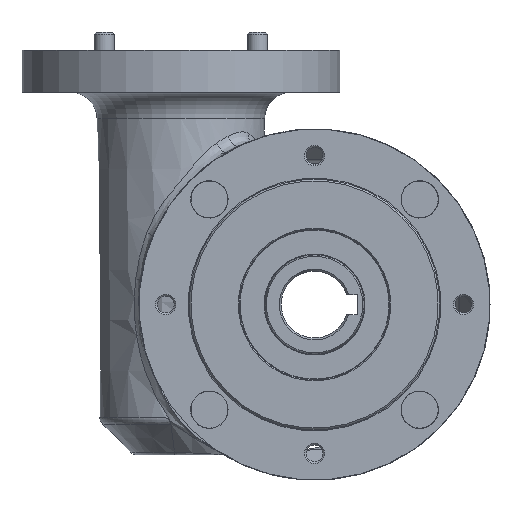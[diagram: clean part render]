
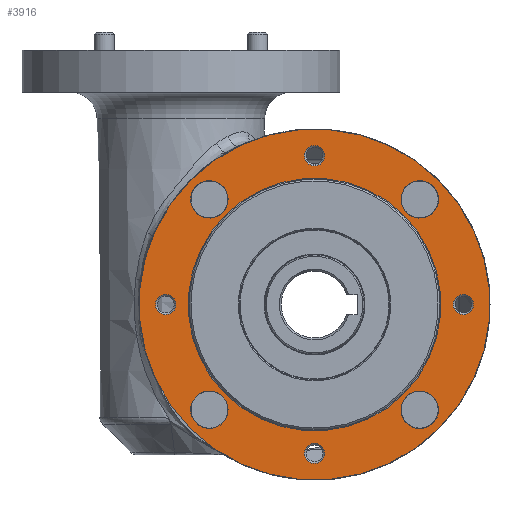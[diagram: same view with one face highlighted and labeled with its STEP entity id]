
A CAD part, left-side view. The second image highlights one B-rep face of the part: STEP entity #3916.
In plain terms, the highlighted planar face has unit normal (-1, 0, 0).
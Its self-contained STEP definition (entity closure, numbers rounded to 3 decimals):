
#135 = EDGE_CURVE ( 'NONE', #22632, #22632, #10466, .T. ) ;
#204 = EDGE_CURVE ( 'NONE', #22715, #22715, #23520, .T. ) ;
#208 = EDGE_CURVE ( 'NONE', #22730, #22730, #8074, .T. ) ;
#331 = CARTESIAN_POINT ( 'NONE',  ( -65.845, -42.469, 31.466 ) ) ;
#531 = CARTESIAN_POINT ( 'NONE',  ( -65.845, 31.358, 2.139 ) ) ;
#724 = DIRECTION ( 'NONE',  ( -1., 0., 0. ) ) ;
#1128 = FACE_BOUND ( 'NONE', #14306, .T. ) ;
#1135 = DIRECTION ( 'NONE',  ( 0., -0.707, -0.707 ) ) ;
#1300 = DIRECTION ( 'NONE',  ( -1., 0., 0. ) ) ;
#1442 = DIRECTION ( 'NONE',  ( -1., 0., 0. ) ) ;
#1450 = CARTESIAN_POINT ( 'NONE',  ( -65.845, -11.003, 0. ) ) ;
#1829 = DIRECTION ( 'NONE',  ( 0., -0.707, 0.707 ) ) ;
#2340 = CARTESIAN_POINT ( 'NONE',  ( -65.845, 16.574, 35.355 ) ) ;
#3254 = EDGE_CURVE ( 'NONE', #22874, #22874, #13029, .T. ) ;
#3290 = EDGE_CURVE ( 'NONE', #22921, #22921, #4390, .T. ) ;
#3602 = ORIENTED_EDGE ( 'NONE', *, *, #7890, .F. ) ;
#3627 = VERTEX_POINT ( 'NONE', #6446 ) ;
#3916 = ADVANCED_FACE ( 'NONE', ( #15345, #10708, #6233, #15073, #19110, #5201, #1128, #16341, #13174, #19427 ), #16507, .T. ) ;
#3961 = EDGE_CURVE ( 'NONE', #23469, #23469, #11102, .T. ) ;
#3964 = EDGE_CURVE ( 'NONE', #23521, #23521, #14612, .T. ) ;
#4008 = EDGE_CURVE ( 'NONE', #23550, #23550, #5416, .T. ) ;
#4058 = CARTESIAN_POINT ( 'NONE',  ( -65.845, -38.58, -35.355 ) ) ;
#4252 = EDGE_CURVE ( 'NONE', #23639, #23639, #22856, .T. ) ;
#4290 = ORIENTED_EDGE ( 'NONE', *, *, #208, .F. ) ;
#4390 = CIRCLE ( 'NONE', #22702, 3.025 ) ;
#4888 = DIRECTION ( 'NONE',  ( -1., 0., 0. ) ) ;
#4951 = CARTESIAN_POINT ( 'NONE',  ( -65.845, 20.463, 31.466 ) ) ;
#5201 = FACE_BOUND ( 'NONE', #11000, .T. ) ;
#5416 = CIRCLE ( 'NONE', #15343, 5.5 ) ;
#5697 = DIRECTION ( 'NONE',  ( 0., -0.707, 0.707 ) ) ;
#6020 = CARTESIAN_POINT ( 'NONE',  ( -65.845, -13.142, -42.361 ) ) ;
#6186 = CARTESIAN_POINT ( 'NONE',  ( -65.845, -46.359, 27.577 ) ) ;
#6233 = FACE_BOUND ( 'NONE', #13803, .T. ) ;
#6360 = EDGE_LOOP ( 'NONE', ( #9938 ) ) ;
#6446 = CARTESIAN_POINT ( 'NONE',  ( -65.845, -57.642, 2.139 ) ) ;
#7002 = CARTESIAN_POINT ( 'NONE',  ( -65.845, -11.003, 0. ) ) ;
#7069 = DIRECTION ( 'NONE',  ( 0., -0.707, 0.707 ) ) ;
#7298 = EDGE_LOOP ( 'NONE', ( #9223 ) ) ;
#7317 = DIRECTION ( 'NONE',  ( -1., 0., 0. ) ) ;
#7336 = CARTESIAN_POINT ( 'NONE',  ( -65.845, 33.497, 0. ) ) ;
#7726 = ORIENTED_EDGE ( 'NONE', *, *, #4252, .F. ) ;
#7890 = EDGE_CURVE ( 'NONE', #3627, #3627, #18056, .T. ) ;
#8074 = CIRCLE ( 'NONE', #19310, 3.025 ) ;
#8150 = EDGE_LOOP ( 'NONE', ( #16125 ) ) ;
#8881 = DIRECTION ( 'NONE',  ( 0., -0.707, 0.707 ) ) ;
#8961 = DIRECTION ( 'NONE',  ( 0., 0.707, 0.707 ) ) ;
#9030 = DIRECTION ( 'NONE',  ( -1., 0., 0. ) ) ;
#9223 = ORIENTED_EDGE ( 'NONE', *, *, #3961, .T. ) ;
#9791 = DIRECTION ( 'NONE',  ( -1., 0., 0. ) ) ;
#9938 = ORIENTED_EDGE ( 'NONE', *, *, #135, .T. ) ;
#10466 = CIRCLE ( 'NONE', #16989, 37.8 ) ;
#10708 = FACE_BOUND ( 'NONE', #21849, .T. ) ;
#10844 = DIRECTION ( 'NONE',  ( 0., -0.707, 0.707 ) ) ;
#10940 = DIRECTION ( 'NONE',  ( -1., 0., 0. ) ) ;
#10971 = CARTESIAN_POINT ( 'NONE',  ( -65.845, -42.469, -31.466 ) ) ;
#11000 = EDGE_LOOP ( 'NONE', ( #19544 ) ) ;
#11102 = CIRCLE ( 'NONE', #15500, 52.5 ) ;
#11271 = DIRECTION ( 'NONE',  ( 0., 0.707, -0.707 ) ) ;
#11624 = CARTESIAN_POINT ( 'NONE',  ( -65.845, -13.142, 46.639 ) ) ;
#11776 = CARTESIAN_POINT ( 'NONE',  ( -65.845, -48.126, 37.123 ) ) ;
#11907 = DIRECTION ( 'NONE',  ( 1., 0., 0. ) ) ;
#12936 = EDGE_LOOP ( 'NONE', ( #16226 ) ) ;
#13029 = CIRCLE ( 'NONE', #22846, 5.5 ) ;
#13174 = FACE_BOUND ( 'NONE', #8150, .T. ) ;
#13781 = CARTESIAN_POINT ( 'NONE',  ( -65.845, -11.003, -44.5 ) ) ;
#13803 = EDGE_LOOP ( 'NONE', ( #3602 ) ) ;
#13855 = DIRECTION ( 'NONE',  ( -1., 0., 0. ) ) ;
#14162 = DIRECTION ( 'NONE',  ( 0., -0.707, 0.707 ) ) ;
#14306 = EDGE_LOOP ( 'NONE', ( #15007 ) ) ;
#14324 = CARTESIAN_POINT ( 'NONE',  ( -65.845, -11.003, 44.5 ) ) ;
#14551 = EDGE_LOOP ( 'NONE', ( #7726 ) ) ;
#14612 = CIRCLE ( 'NONE', #15439, 3.025 ) ;
#15007 = ORIENTED_EDGE ( 'NONE', *, *, #3254, .F. ) ;
#15026 = AXIS2_PLACEMENT_3D ( 'NONE', #331, #724, #1135 ) ;
#15073 = FACE_BOUND ( 'NONE', #12936, .T. ) ;
#15343 = AXIS2_PLACEMENT_3D ( 'NONE', #4951, #9030, #8881 ) ;
#15345 = FACE_BOUND ( 'NONE', #6360, .T. ) ;
#15439 = AXIS2_PLACEMENT_3D ( 'NONE', #7336, #7317, #10844 ) ;
#15500 = AXIS2_PLACEMENT_3D ( 'NONE', #7002, #9791, #5697 ) ;
#15881 = AXIS2_PLACEMENT_3D ( 'NONE', #1450, #1300, #16461 ) ;
#16125 = ORIENTED_EDGE ( 'NONE', *, *, #4008, .F. ) ;
#16226 = ORIENTED_EDGE ( 'NONE', *, *, #3290, .F. ) ;
#16341 = FACE_BOUND ( 'NONE', #14551, .T. ) ;
#16461 = DIRECTION ( 'NONE',  ( 0., -0.707, 0.707 ) ) ;
#16507 = PLANE ( 'NONE',  #15881 ) ;
#16989 = AXIS2_PLACEMENT_3D ( 'NONE', #21540, #11907, #7069 ) ;
#18056 = CIRCLE ( 'NONE', #20564, 3.025 ) ;
#18579 = CARTESIAN_POINT ( 'NONE',  ( -65.845, -37.732, 26.729 ) ) ;
#19110 = FACE_BOUND ( 'NONE', #21197, .T. ) ;
#19310 = AXIS2_PLACEMENT_3D ( 'NONE', #14324, #4888, #1829 ) ;
#19427 = FACE_OUTER_BOUND ( 'NONE', #7298, .T. ) ;
#19544 = ORIENTED_EDGE ( 'NONE', *, *, #204, .F. ) ;
#20564 = AXIS2_PLACEMENT_3D ( 'NONE', #22212, #22209, #22155 ) ;
#20731 = AXIS2_PLACEMENT_3D ( 'NONE', #22054, #1442, #8961 ) ;
#21197 = EDGE_LOOP ( 'NONE', ( #21455 ) ) ;
#21455 = ORIENTED_EDGE ( 'NONE', *, *, #3964, .F. ) ;
#21540 = CARTESIAN_POINT ( 'NONE',  ( -65.845, -11.003, 0. ) ) ;
#21849 = EDGE_LOOP ( 'NONE', ( #4290 ) ) ;
#22054 = CARTESIAN_POINT ( 'NONE',  ( -65.845, 20.463, -31.466 ) ) ;
#22155 = DIRECTION ( 'NONE',  ( 0., -0.707, 0.707 ) ) ;
#22209 = DIRECTION ( 'NONE',  ( -1., 0., 0. ) ) ;
#22212 = CARTESIAN_POINT ( 'NONE',  ( -65.845, -55.503, 0. ) ) ;
#22252 = CARTESIAN_POINT ( 'NONE',  ( -65.845, 24.352, -27.577 ) ) ;
#22632 = VERTEX_POINT ( 'NONE', #18579 ) ;
#22702 = AXIS2_PLACEMENT_3D ( 'NONE', #13781, #13855, #14162 ) ;
#22715 = VERTEX_POINT ( 'NONE', #22252 ) ;
#22730 = VERTEX_POINT ( 'NONE', #11624 ) ;
#22846 = AXIS2_PLACEMENT_3D ( 'NONE', #10971, #10940, #11271 ) ;
#22856 = CIRCLE ( 'NONE', #15026, 5.5 ) ;
#22874 = VERTEX_POINT ( 'NONE', #4058 ) ;
#22921 = VERTEX_POINT ( 'NONE', #6020 ) ;
#23469 = VERTEX_POINT ( 'NONE', #11776 ) ;
#23520 = CIRCLE ( 'NONE', #20731, 5.5 ) ;
#23521 = VERTEX_POINT ( 'NONE', #531 ) ;
#23550 = VERTEX_POINT ( 'NONE', #2340 ) ;
#23639 = VERTEX_POINT ( 'NONE', #6186 ) ;
